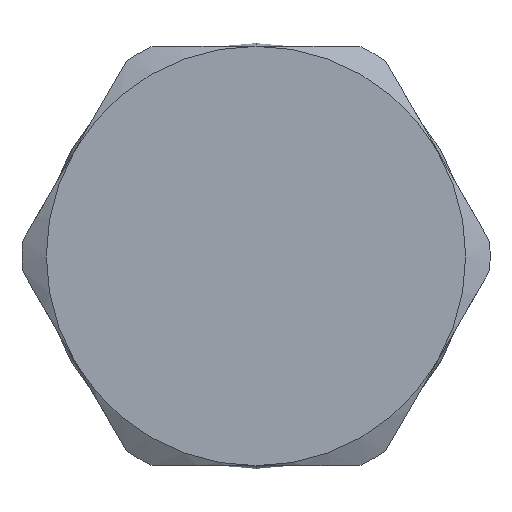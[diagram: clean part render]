
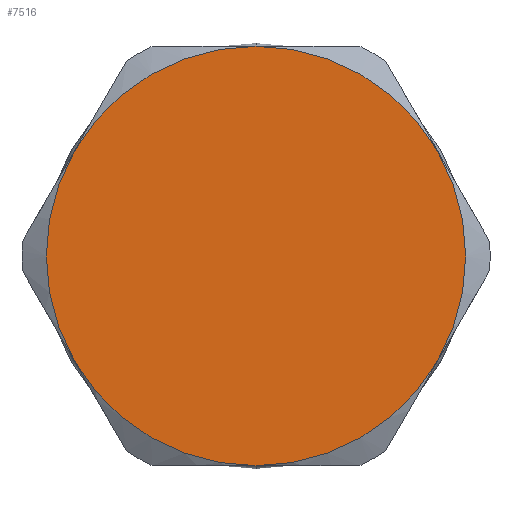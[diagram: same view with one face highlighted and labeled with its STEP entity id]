
A CAD part, left-side view. The second image highlights one B-rep face of the part: STEP entity #7516.
In plain terms, the highlighted planar face has unit normal (-1, 0, 0).
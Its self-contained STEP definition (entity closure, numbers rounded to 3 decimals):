
#142 = AXIS2_PLACEMENT_3D ( 'NONE', #3066, #3067, #3068 ) ;
#146 = AXIS2_PLACEMENT_3D ( 'NONE', #3149, #3150, #3151 ) ;
#147 = AXIS2_PLACEMENT_3D ( 'NONE', #3154, #3155, #3156 ) ;
#559 = VERTEX_POINT ( 'NONE', #5199 ) ;
#771 = CARTESIAN_POINT ( 'NONE',  ( 0., -9.622, 5.555 ) ) ;
#1104 = CARTESIAN_POINT ( 'NONE',  ( 0., -12.829, 0. ) ) ;
#1106 = PLANE ( 'NONE',  #5922 ) ;
#1108 = DIRECTION ( 'NONE',  ( 1., 0., 0. ) ) ;
#1109 = DIRECTION ( 'NONE',  ( 0., 0., -1. ) ) ;
#2152 = CARTESIAN_POINT ( 'NONE',  ( 0., 0., 0. ) ) ;
#2153 = DIRECTION ( 'NONE',  ( 1., 0., 0. ) ) ;
#2154 = DIRECTION ( 'NONE',  ( 0., 0., -1. ) ) ;
#2220 = CARTESIAN_POINT ( 'NONE',  ( 0., 0., 0. ) ) ;
#2221 = DIRECTION ( 'NONE',  ( 1., 0., 0. ) ) ;
#2222 = DIRECTION ( 'NONE',  ( 0., 0., -1. ) ) ;
#2285 = CARTESIAN_POINT ( 'NONE',  ( 0., 0., 0. ) ) ;
#2286 = DIRECTION ( 'NONE',  ( 1., 0., 0. ) ) ;
#2287 = DIRECTION ( 'NONE',  ( 0., 0., -1. ) ) ;
#3066 = CARTESIAN_POINT ( 'NONE',  ( 0., 0., 0. ) ) ;
#3067 = DIRECTION ( 'NONE',  ( 1., 0., 0. ) ) ;
#3068 = DIRECTION ( 'NONE',  ( 0., 0., -1. ) ) ;
#3149 = CARTESIAN_POINT ( 'NONE',  ( 0., 0., 0. ) ) ;
#3150 = DIRECTION ( 'NONE',  ( 1., 0., 0. ) ) ;
#3151 = DIRECTION ( 'NONE',  ( 0., 0., -1. ) ) ;
#3154 = CARTESIAN_POINT ( 'NONE',  ( 0., 0., 0. ) ) ;
#3155 = DIRECTION ( 'NONE',  ( -1., 0., 0. ) ) ;
#3156 = DIRECTION ( 'NONE',  ( 0., 0., 1. ) ) ;
#3809 = FACE_OUTER_BOUND ( 'NONE', #5442, .T. ) ;
#4195 = ORIENTED_EDGE ( 'NONE', *, *, #7376, .F. ) ;
#4233 = ORIENTED_EDGE ( 'NONE', *, *, #5605, .F. ) ;
#4242 = ORIENTED_EDGE ( 'NONE', *, *, #7400, .F. ) ;
#4259 = ORIENTED_EDGE ( 'NONE', *, *, #7394, .F. ) ;
#4418 = ORIENTED_EDGE ( 'NONE', *, *, #5606, .T. ) ;
#4452 = ORIENTED_EDGE ( 'NONE', *, *, #5592, .F. ) ;
#4804 = CIRCLE ( 'NONE', #142, 11.11 ) ;
#4818 = CIRCLE ( 'NONE', #146, 11.11 ) ;
#4819 = CIRCLE ( 'NONE', #147, 11.11 ) ;
#5056 = CIRCLE ( 'NONE', #5804, 11.11 ) ;
#5078 = CIRCLE ( 'NONE', #5811, 11.11 ) ;
#5084 = CIRCLE ( 'NONE', #5816, 11.11 ) ;
#5199 = CARTESIAN_POINT ( 'NONE',  ( 0., 0., -11.11 ) ) ;
#5442 = EDGE_LOOP ( 'NONE', ( #4452, #4233, #4195, #4242, #4418, #4259 ) ) ;
#5592 = EDGE_CURVE ( 'NONE', #559, #6136, #4804, .T. ) ;
#5605 = EDGE_CURVE ( 'NONE', #6282, #559, #4818, .T. ) ;
#5606 = EDGE_CURVE ( 'NONE', #6194, #6300, #4819, .T. ) ;
#5804 = AXIS2_PLACEMENT_3D ( 'NONE', #2152, #2153, #2154 ) ;
#5811 = AXIS2_PLACEMENT_3D ( 'NONE', #2220, #2221, #2222 ) ;
#5816 = AXIS2_PLACEMENT_3D ( 'NONE', #2285, #2286, #2287 ) ;
#5922 = AXIS2_PLACEMENT_3D ( 'NONE', #1104, #1108, #1109 ) ;
#6119 = VERTEX_POINT ( 'NONE', #771 ) ;
#6136 = VERTEX_POINT ( 'NONE', #6630 ) ;
#6194 = VERTEX_POINT ( 'NONE', #6668 ) ;
#6282 = VERTEX_POINT ( 'NONE', #6745 ) ;
#6300 = VERTEX_POINT ( 'NONE', #6754 ) ;
#6630 = CARTESIAN_POINT ( 'NONE',  ( 0., 9.622, -5.555 ) ) ;
#6668 = CARTESIAN_POINT ( 'NONE',  ( 0., 0., 11.11 ) ) ;
#6745 = CARTESIAN_POINT ( 'NONE',  ( 0., -9.622, -5.555 ) ) ;
#6754 = CARTESIAN_POINT ( 'NONE',  ( 0., 9.622, 5.555 ) ) ;
#7376 = EDGE_CURVE ( 'NONE', #6119, #6282, #5056, .T. ) ;
#7394 = EDGE_CURVE ( 'NONE', #6136, #6300, #5078, .T. ) ;
#7400 = EDGE_CURVE ( 'NONE', #6194, #6119, #5084, .T. ) ;
#7516 = ADVANCED_FACE ( 'NONE', ( #3809 ), #1106, .F. ) ;
